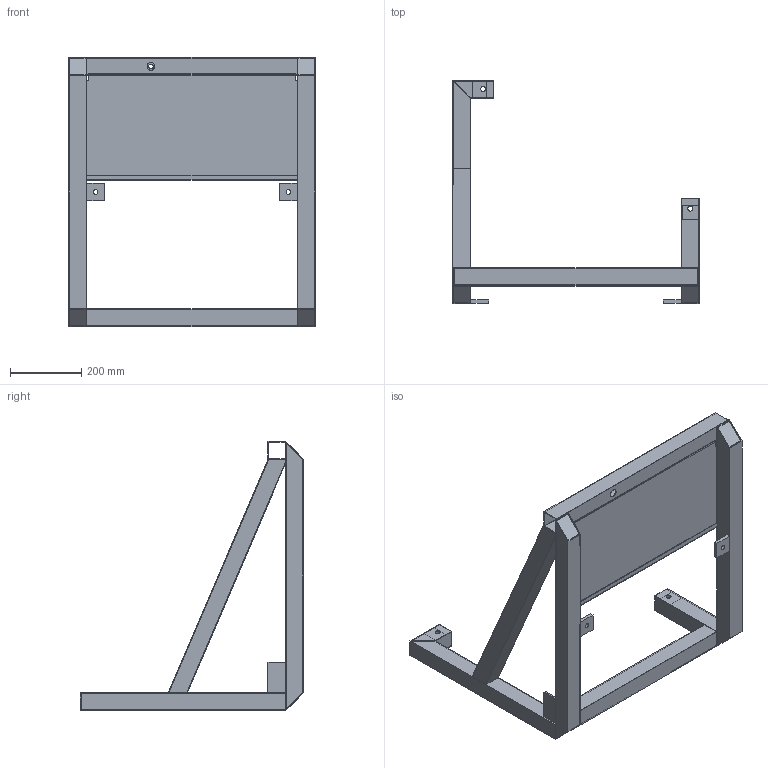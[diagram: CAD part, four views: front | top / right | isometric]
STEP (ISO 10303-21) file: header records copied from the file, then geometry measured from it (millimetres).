
FILE_DESCRIPTION (( 'STEP AP214' ), '1' );
FILE_NAME ('390118.STEP', '2023-08-07T11:06:02', ( '' ), ( '' ), 'SwSTEP 2.0', 'SolidWorks 2016', '' );
FILE_SCHEMA (( 'AUTOMOTIVE_DESIGN' ));
Length unit declared in the file: millimetre
Products named in the file (1): 390118
Bounding box: 690 x 626 x 754.5 mm (x, y, z)
Volume: 2077673.7 mm3; surface area: 2135485.8 mm2
Topology: 20 solids, 20 shells, 189 faces, 442 edges, 292 vertices
Faces by surface type: plane 155, cylinder 34
Entity records: 5721 total; most frequent: CARTESIAN_POINT 924, DIRECTION 890, ORIENTED_EDGE 884, EDGE_CURVE 442, LINE 374, VECTOR 374, VERTEX_POINT 292, AXIS2_PLACEMENT_3D 258
